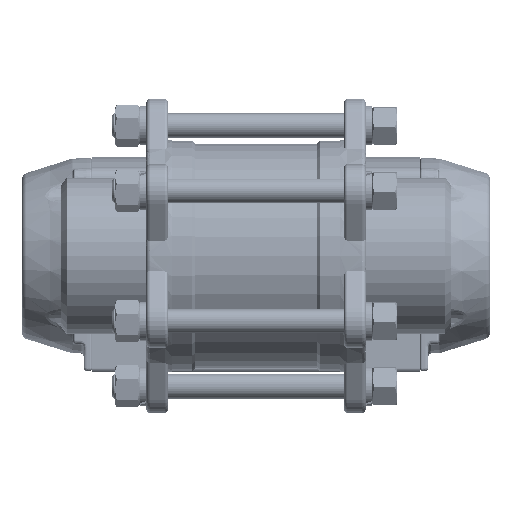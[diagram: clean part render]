
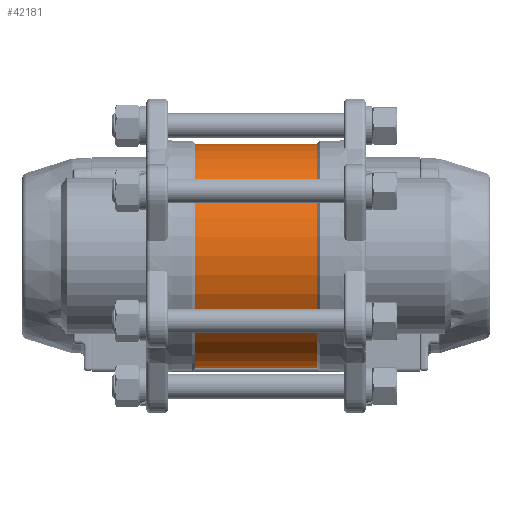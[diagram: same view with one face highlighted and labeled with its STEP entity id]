
A CAD part, front view. The second image highlights one B-rep face of the part: STEP entity #42181.
In plain terms, the highlighted cylindrical face has radius 54.5 mm (diameter 109 mm), a partial arc.
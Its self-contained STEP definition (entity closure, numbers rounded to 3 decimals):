
#2638=CYLINDRICAL_SURFACE('',#45587,54.5);
#5324=CIRCLE('',#45585,54.5);
#5326=CIRCLE('',#45588,54.5);
#9638=ORIENTED_EDGE('',*,*,#21491,.F.);
#9639=ORIENTED_EDGE('',*,*,#21488,.T.);
#9640=ORIENTED_EDGE('',*,*,#21492,.T.);
#9641=ORIENTED_EDGE('',*,*,#21493,.F.);
#21488=EDGE_CURVE('',#27502,#27500,#5324,.T.);
#21491=EDGE_CURVE('',#27502,#27504,#31332,.T.);
#21492=EDGE_CURVE('',#27500,#27505,#31333,.T.);
#21493=EDGE_CURVE('',#27504,#27505,#5326,.T.);
#27500=VERTEX_POINT('',#97990);
#27502=VERTEX_POINT('',#97993);
#27504=VERTEX_POINT('',#97999);
#27505=VERTEX_POINT('',#98001);
#31332=LINE('',#97998,#33456);
#31333=LINE('',#98000,#33457);
#33456=VECTOR('',#51367,1000.);
#33457=VECTOR('',#51368,1000.);
#35621=EDGE_LOOP('',(#9638,#9639,#9640,#9641));
#38795=FACE_BOUND('',#35621,.T.);
#42181=ADVANCED_FACE('',(#38795),#2638,.T.);
#45585=AXIS2_PLACEMENT_3D('',#97992,#51360,#51361);
#45587=AXIS2_PLACEMENT_3D('',#97997,#51365,#51366);
#45588=AXIS2_PLACEMENT_3D('',#98002,#51369,#51370);
#51360=DIRECTION('',(-1.,0.,0.));
#51361=DIRECTION('',(0.,0.,1.));
#51365=DIRECTION('',(-1.,0.,0.));
#51366=DIRECTION('',(0.,0.,1.));
#51367=DIRECTION('',(-1.,0.,0.));
#51368=DIRECTION('',(-1.,0.,0.));
#51369=DIRECTION('',(-1.,0.,0.));
#51370=DIRECTION('',(0.,0.,1.));
#97990=CARTESIAN_POINT('',(71.5,0.,54.5));
#97992=CARTESIAN_POINT('',(71.5,0.,0.));
#97993=CARTESIAN_POINT('',(71.5,0.,-54.5));
#97997=CARTESIAN_POINT('',(0.,0.,0.));
#97998=CARTESIAN_POINT('',(0.,0.,-54.5));
#97999=CARTESIAN_POINT('',(12.5,0.,-54.5));
#98000=CARTESIAN_POINT('',(0.,0.,54.5));
#98001=CARTESIAN_POINT('',(12.5,0.,54.5));
#98002=CARTESIAN_POINT('',(12.5,0.,0.));
